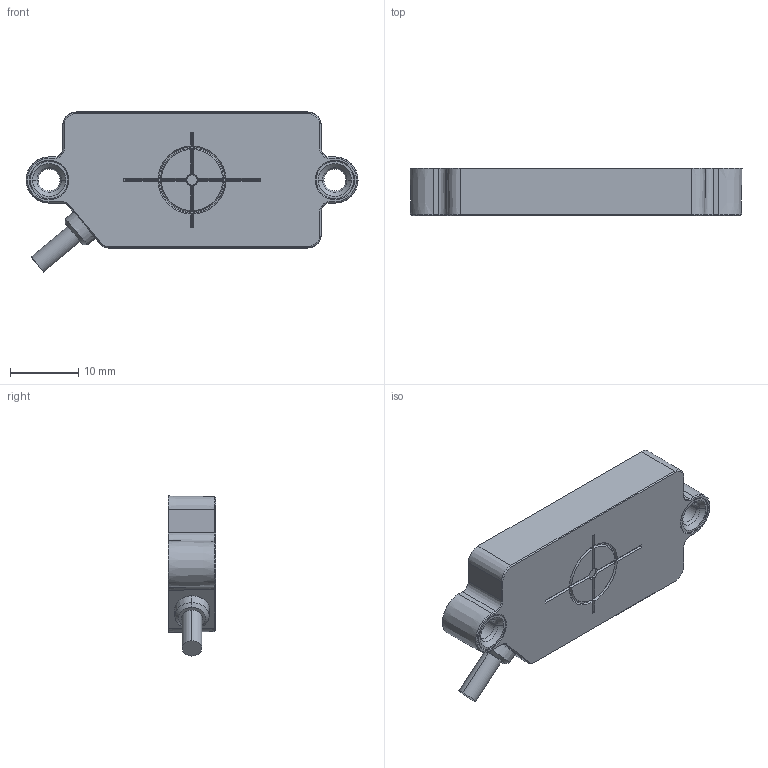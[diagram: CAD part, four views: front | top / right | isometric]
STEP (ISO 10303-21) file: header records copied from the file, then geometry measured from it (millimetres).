
FILE_DESCRIPTION((''),'2;1');
FILE_NAME('PRT0001','2022-03-23T',('EDY'),(''),'CREO PARAMETRIC BY PTC INC, 2018070','CREO PARAMETRIC BY PTC INC, 2018070','');
FILE_SCHEMA(('CONFIG_CONTROL_DESIGN'));
Length unit declared in the file: millimetre
Products named in the file (1): PRT0001
Bounding box: 48.8 x 7 x 23.52 mm (x, y, z)
Volume: 5517.3 mm3; surface area: 2746.7 mm2
Topology: 1 solids, 1 shells, 146 faces, 340 edges, 212 vertices
Faces by surface type: cone 64, plane 62, cylinder 10, torus 8, bspline 2
Entity records: 5425 total; most frequent: CARTESIAN_POINT 955, DIRECTION 738, ORIENTED_EDGE 680, EDGE_CURVE 340, AXIS2_PLACEMENT_3D 284, VERTEX_POINT 212, VECTOR 170, LINE 170
